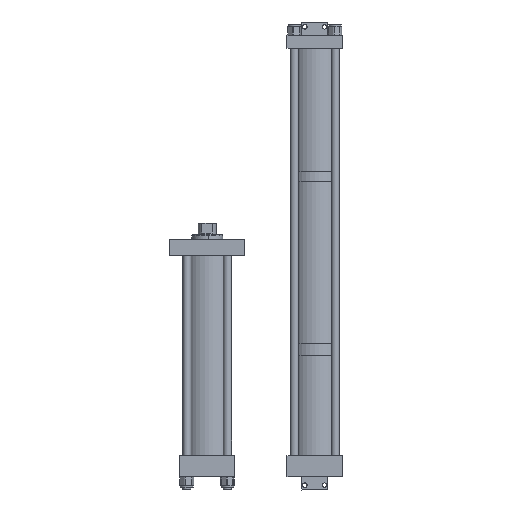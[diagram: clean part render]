
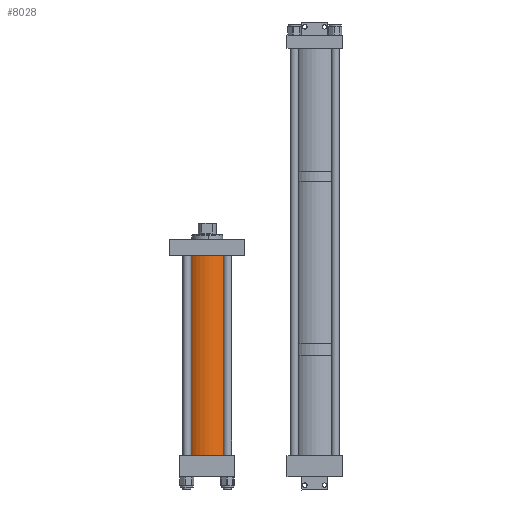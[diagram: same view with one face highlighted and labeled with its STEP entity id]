
A CAD part, front view. The second image highlights one B-rep face of the part: STEP entity #8028.
In plain terms, the highlighted cylindrical face has radius 47.625 mm (diameter 95.25 mm), a partial arc.
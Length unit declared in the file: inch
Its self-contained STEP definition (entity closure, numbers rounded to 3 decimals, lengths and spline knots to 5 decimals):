
#353 = DIRECTION ( 'NONE',  ( 0., 0., -1. ) ) ;
#368 = DIRECTION ( 'NONE',  ( -1., 0., 0. ) ) ;
#1131 = VECTOR ( 'NONE', #14241, 39.37008 ) ;
#1219 = CARTESIAN_POINT ( 'NONE',  ( 1.875, 0., 15.312 ) ) ;
#1887 = EDGE_CURVE ( 'NONE', #2304, #4441, #2432, .T. ) ;
#2304 = VERTEX_POINT ( 'NONE', #5973 ) ;
#2432 = CIRCLE ( 'NONE', #5829, 1.875 ) ;
#3601 = EDGE_CURVE ( 'NONE', #6226, #8426, #13544, .T. ) ;
#4009 = DIRECTION ( 'NONE',  ( 0., 0., 1. ) ) ;
#4441 = VERTEX_POINT ( 'NONE', #14689 ) ;
#4857 = ORIENTED_EDGE ( 'NONE', *, *, #1887, .F. ) ;
#4989 = CARTESIAN_POINT ( 'NONE',  ( 0., 0., 15.312 ) ) ;
#5096 = DIRECTION ( 'NONE',  ( 0., 0., -1. ) ) ;
#5829 = AXIS2_PLACEMENT_3D ( 'NONE', #12246, #4009, #14648 ) ;
#5915 = ORIENTED_EDGE ( 'NONE', *, *, #14899, .T. ) ;
#5970 = CARTESIAN_POINT ( 'NONE',  ( 0., 0., 0. ) ) ;
#5973 = CARTESIAN_POINT ( 'NONE',  ( -1.875, 0., 15.312 ) ) ;
#6226 = VERTEX_POINT ( 'NONE', #9145 ) ;
#6428 = EDGE_LOOP ( 'NONE', ( #7050, #4857, #5915, #13395 ) ) ;
#7050 = ORIENTED_EDGE ( 'NONE', *, *, #10378, .F. ) ;
#7058 = DIRECTION ( 'NONE',  ( 0., 0., 1. ) ) ;
#7626 = LINE ( 'NONE', #14477, #14044 ) ;
#8028 = ADVANCED_FACE ( 'NONE', ( #13998 ), #9965, .T. ) ;
#8426 = VERTEX_POINT ( 'NONE', #14235 ) ;
#9145 = CARTESIAN_POINT ( 'NONE',  ( -1.875, 0., 0. ) ) ;
#9965 = CYLINDRICAL_SURFACE ( 'NONE', #13697, 1.875 ) ;
#10378 = EDGE_CURVE ( 'NONE', #4441, #8426, #13237, .T. ) ;
#12246 = CARTESIAN_POINT ( 'NONE',  ( 0., 0., 15.312 ) ) ;
#12845 = DIRECTION ( 'NONE',  ( 1., 0., 0. ) ) ;
#13237 = LINE ( 'NONE', #1219, #1131 ) ;
#13395 = ORIENTED_EDGE ( 'NONE', *, *, #3601, .T. ) ;
#13532 = AXIS2_PLACEMENT_3D ( 'NONE', #5970, #7058, #12845 ) ;
#13544 = CIRCLE ( 'NONE', #13532, 1.875 ) ;
#13697 = AXIS2_PLACEMENT_3D ( 'NONE', #4989, #5096, #368 ) ;
#13998 = FACE_OUTER_BOUND ( 'NONE', #6428, .T. ) ;
#14044 = VECTOR ( 'NONE', #353, 39.37008 ) ;
#14235 = CARTESIAN_POINT ( 'NONE',  ( 1.875, 0., 0. ) ) ;
#14241 = DIRECTION ( 'NONE',  ( 0., 0., -1. ) ) ;
#14477 = CARTESIAN_POINT ( 'NONE',  ( -1.875, 0., 15.312 ) ) ;
#14648 = DIRECTION ( 'NONE',  ( 1., 0., 0. ) ) ;
#14689 = CARTESIAN_POINT ( 'NONE',  ( 1.875, 0., 15.312 ) ) ;
#14899 = EDGE_CURVE ( 'NONE', #2304, #6226, #7626, .T. ) ;
